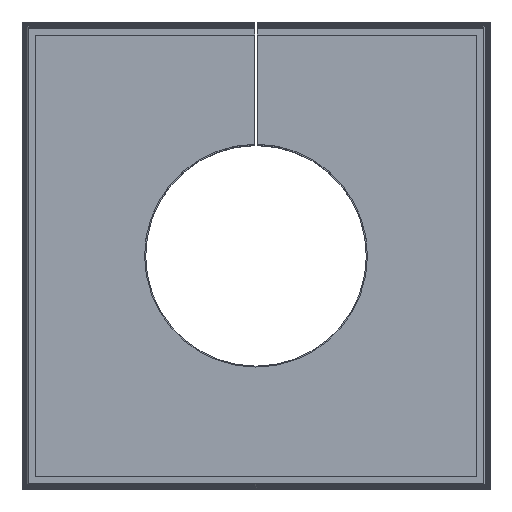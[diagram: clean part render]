
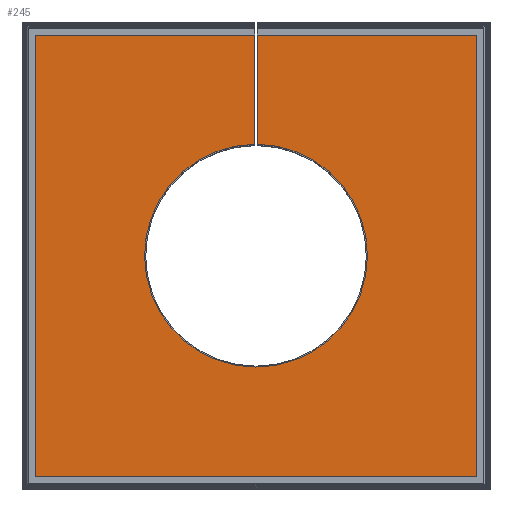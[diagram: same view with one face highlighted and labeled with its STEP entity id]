
A CAD part, top view. The second image highlights one B-rep face of the part: STEP entity #245.
In plain terms, the highlighted planar face has unit normal (0, 0, 1).
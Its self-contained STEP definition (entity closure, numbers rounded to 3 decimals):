
#60=CIRCLE('',#2071,10.);
#245=ADVANCED_FACE('',(#433),#339,.T.);
#339=PLANE('',#2072);
#433=FACE_OUTER_BOUND('',#550,.T.);
#550=EDGE_LOOP('',(#965,#966,#967,#968,#969,#970,#971,#972));
#965=ORIENTED_EDGE('',*,*,#1523,.F.);
#966=ORIENTED_EDGE('',*,*,#1524,.T.);
#967=ORIENTED_EDGE('',*,*,#1525,.T.);
#968=ORIENTED_EDGE('',*,*,#1526,.T.);
#969=ORIENTED_EDGE('',*,*,#1527,.T.);
#970=ORIENTED_EDGE('',*,*,#1339,.T.);
#971=ORIENTED_EDGE('',*,*,#1528,.T.);
#972=ORIENTED_EDGE('',*,*,#1529,.F.);
#1155=VERTEX_POINT('',#2610);
#1157=VERTEX_POINT('',#2613);
#1271=VERTEX_POINT('',#3535);
#1272=VERTEX_POINT('',#3536);
#1273=VERTEX_POINT('',#3538);
#1274=VERTEX_POINT('',#3540);
#1275=VERTEX_POINT('',#3542);
#1276=VERTEX_POINT('',#3545);
#1339=EDGE_CURVE('',#1157,#1155,#1616,.T.);
#1523=EDGE_CURVE('',#1271,#1272,#1743,.T.);
#1524=EDGE_CURVE('',#1271,#1273,#1744,.T.);
#1525=EDGE_CURVE('',#1273,#1274,#1745,.T.);
#1526=EDGE_CURVE('',#1274,#1275,#1746,.T.);
#1527=EDGE_CURVE('',#1275,#1157,#1747,.T.);
#1528=EDGE_CURVE('',#1155,#1276,#1748,.T.);
#1529=EDGE_CURVE('',#1272,#1276,#60,.T.);
#1616=LINE('',#2612,#1815);
#1743=LINE('',#3534,#1955);
#1744=LINE('',#3537,#1956);
#1745=LINE('',#3539,#1957);
#1746=LINE('',#3541,#1958);
#1747=LINE('',#3543,#1959);
#1748=LINE('',#3544,#1960);
#1815=VECTOR('',#2157,1.);
#1955=VECTOR('',#2427,1.);
#1956=VECTOR('',#2428,1.);
#1957=VECTOR('',#2429,1.);
#1958=VECTOR('',#2430,1.);
#1959=VECTOR('',#2431,1.);
#1960=VECTOR('',#2432,1.);
#2071=AXIS2_PLACEMENT_3D('',#3546,#2433,#2434);
#2072=AXIS2_PLACEMENT_3D('',#3547,#2435,#2436);
#2157=DIRECTION('',(-1.,0.,0.));
#2427=DIRECTION('',(0.,-1.,0.));
#2428=DIRECTION('',(-1.,0.,0.));
#2429=DIRECTION('',(0.,-1.,0.));
#2430=DIRECTION('',(1.,0.,0.));
#2431=DIRECTION('',(0.,1.,0.));
#2432=DIRECTION('',(0.,-1.,0.));
#2433=DIRECTION('',(0.,0.,1.));
#2434=DIRECTION('',(1.,0.,0.));
#2435=DIRECTION('',(0.,0.,1.));
#2436=DIRECTION('',(-1.,0.,0.));
#2610=CARTESIAN_POINT('',(0.1,19.8,17.7));
#2612=CARTESIAN_POINT('',(19.8,19.8,17.7));
#2613=CARTESIAN_POINT('',(19.8,19.8,17.7));
#3534=CARTESIAN_POINT('',(-0.1,0.,17.7));
#3535=CARTESIAN_POINT('',(-0.1,19.8,17.7));
#3536=CARTESIAN_POINT('',(-0.1,9.999,17.7));
#3537=CARTESIAN_POINT('',(19.8,19.8,17.7));
#3538=CARTESIAN_POINT('',(-19.8,19.8,17.7));
#3539=CARTESIAN_POINT('',(-19.8,19.8,17.7));
#3540=CARTESIAN_POINT('',(-19.8,-19.8,17.7));
#3541=CARTESIAN_POINT('',(-19.8,-19.8,17.7));
#3542=CARTESIAN_POINT('',(19.8,-19.8,17.7));
#3543=CARTESIAN_POINT('',(19.8,-19.8,17.7));
#3544=CARTESIAN_POINT('',(0.1,0.,17.7));
#3545=CARTESIAN_POINT('',(0.1,9.999,17.7));
#3546=CARTESIAN_POINT('',(0.,0.,17.7));
#3547=CARTESIAN_POINT('',(0.,0.,17.7));
